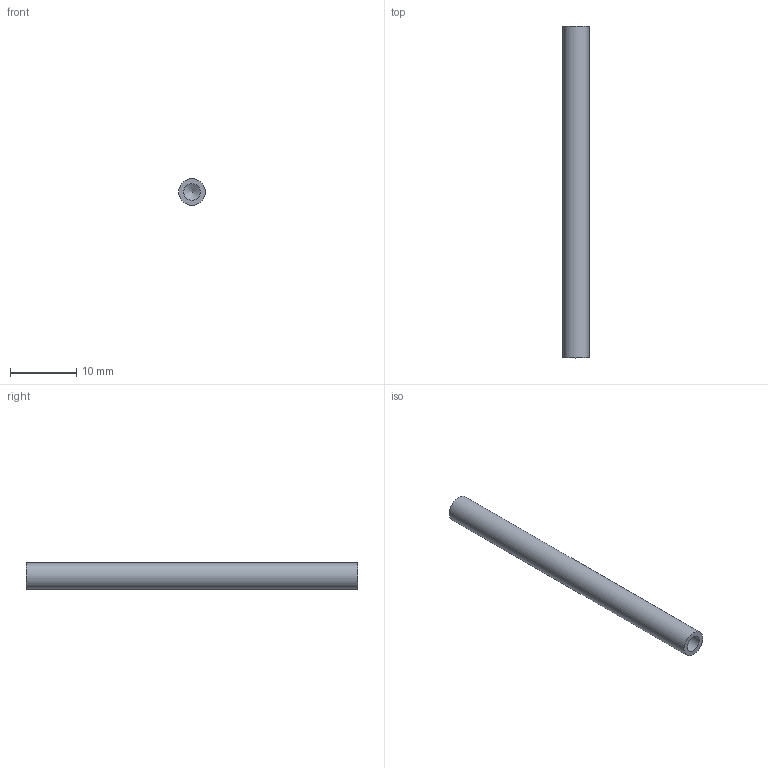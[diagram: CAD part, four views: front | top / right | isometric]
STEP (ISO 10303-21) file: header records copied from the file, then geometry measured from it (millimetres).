
FILE_DESCRIPTION(/* description */ (''),/* implementation_level */ '2;1');
FILE_NAME(/* name */ 'C16-RO-4-50.stp',/* time_stamp */ '2017-05-08T16:07:09+09:00',/* author */ ('e.nonaka'),/* organization */ (''),/* preprocessor_version */ 'ST-DEVELOPER v16.1',/* originating_system */ 'Autodesk Inventor 2016',/* authorisation */ '');
FILE_SCHEMA (('AUTOMOTIVE_DESIGN { 1 0 10303 214 3 1 1 }'));
Length unit declared in the file: millimetre
Products named in the file (1): C16RO450-M03-17001
Bounding box: 4 x 50 x 4 mm (x, y, z)
Volume: 547.3 mm3; surface area: 780.8 mm2
Topology: 1 solids, 1 shells, 7 faces, 13 edges, 8 vertices
Faces by surface type: cylinder 3, cone 2, plane 2
Full cylindrical faces by diameter (mm): 2.5 x2, 4 x1
Entity records: 158 total; most frequent: DIRECTION 28, CARTESIAN_POINT 20, AXIS2_PLACEMENT_3D 14, EDGE_LOOP 12, ORIENTED_EDGE 12, FACE_OUTER_BOUND 7, ADVANCED_FACE 7, CIRCLE 6
